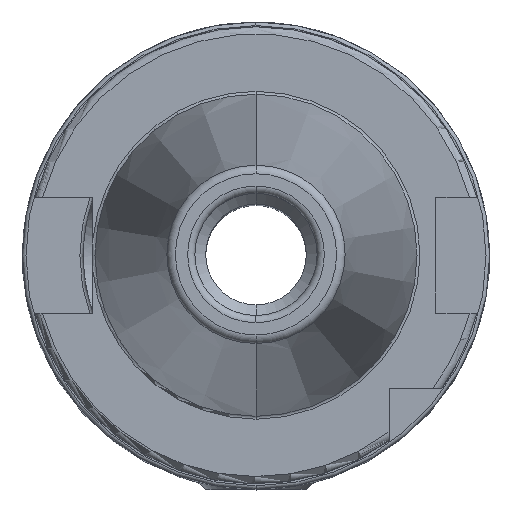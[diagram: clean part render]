
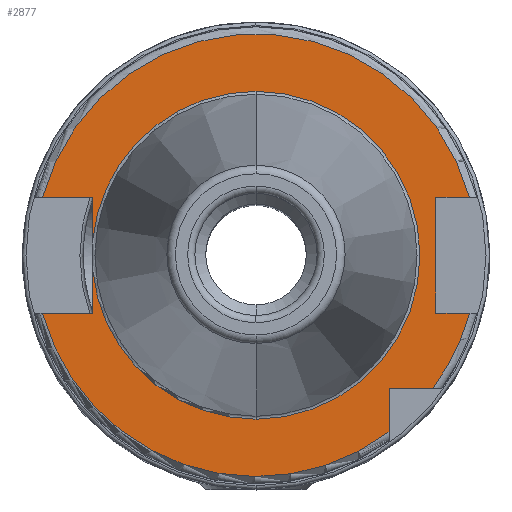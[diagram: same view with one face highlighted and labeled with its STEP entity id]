
A CAD part, top view. The second image highlights one B-rep face of the part: STEP entity #2877.
In plain terms, the highlighted planar face has unit normal (0, 0, 1).
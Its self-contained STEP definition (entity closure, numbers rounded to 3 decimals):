
#353=DIRECTION('',(1,0,0));
#354=VECTOR('',#353,7.004);
#355=CARTESIAN_POINT('',(-29.704,-8.05,15.9));
#356=LINE('',#355,#354);
#357=DIRECTION('',(0,1,0));
#358=VECTOR('',#357,5.917);
#359=CARTESIAN_POINT('',(-22.7,-8.05,15.9));
#360=LINE('',#359,#358);
#361=DIRECTION('',(0,1,0));
#362=VECTOR('',#361,5.917);
#363=CARTESIAN_POINT('',(-22.7,2.133,15.9));
#364=LINE('',#363,#362);
#365=DIRECTION('',(1,0,0));
#366=VECTOR('',#365,7.004);
#367=CARTESIAN_POINT('',(-29.704,8.05,15.9));
#368=LINE('',#367,#366);
#369=DIRECTION('',(-1,0,0));
#370=VECTOR('',#369,4.704);
#371=CARTESIAN_POINT('',(29.704,8.05,15.9));
#372=LINE('',#371,#370);
#373=DIRECTION('',(0,-1,0));
#374=VECTOR('',#373,16.1);
#375=CARTESIAN_POINT('',(25,8.05,15.9));
#376=LINE('',#375,#374);
#377=DIRECTION('',(-1,0,0));
#378=VECTOR('',#377,4.704);
#379=CARTESIAN_POINT('',(29.704,-8.05,15.9));
#380=LINE('',#379,#378);
#381=CARTESIAN_POINT('',(0,0,15.9));
#382=DIRECTION('',(0,0,1));
#383=DIRECTION('',(0.799,-0.601,0));
#384=AXIS2_PLACEMENT_3D('',#381,#382,#383);
#386=DIRECTION('',(-1,0,0));
#387=VECTOR('',#386,6.094);
#388=CARTESIAN_POINT('',(24.594,-18.5,15.9));
#389=LINE('',#388,#387);
#390=DIRECTION('',(0,1,0));
#391=VECTOR('',#390,6.094);
#392=CARTESIAN_POINT('',(18.5,-24.594,15.9));
#393=LINE('',#392,#391);
#404=CARTESIAN_POINT('',(0,0,15.9));
#405=DIRECTION('',(0,0,1));
#406=DIRECTION('',(0,1,0));
#407=AXIS2_PLACEMENT_3D('',#404,#405,#406);
#419=CARTESIAN_POINT('',(0,0,15.9));
#420=DIRECTION('',(0,0,1));
#421=DIRECTION('',(-0.996,-0.094,0));
#422=AXIS2_PLACEMENT_3D('',#419,#420,#421);
#424=CARTESIAN_POINT('',(0,0,15.9));
#425=DIRECTION('',(0,0,-1));
#426=DIRECTION('',(0,1,0));
#427=AXIS2_PLACEMENT_3D('',#424,#425,#426);
#1510=CARTESIAN_POINT('',(0,0,15.9));
#1511=DIRECTION('',(0,0,1));
#1512=DIRECTION('',(0.965,0.262,0));
#1513=AXIS2_PLACEMENT_3D('',#1510,#1511,#1512);
#1561=CARTESIAN_POINT('',(0,0,15.9));
#1562=DIRECTION('',(0,0,1));
#1563=DIRECTION('',(-0.965,-0.262,0));
#1564=AXIS2_PLACEMENT_3D('',#1561,#1562,#1563);
#2001=CARTESIAN_POINT('',(0,22.8,15.9));
#2003=VERTEX_POINT('',#2001);
#2023=CARTESIAN_POINT('',(0,-22.8,15.9));
#2025=VERTEX_POINT('',#2023);
#2149=CARTESIAN_POINT('',(-29.704,-8.05,15.9));
#2150=CARTESIAN_POINT('',(-22.7,-8.05,15.9));
#2151=VERTEX_POINT('',#2149);
#2152=VERTEX_POINT('',#2150);
#2153=CARTESIAN_POINT('',(-22.7,-2.133,15.9));
#2154=VERTEX_POINT('',#2153);
#2155=CARTESIAN_POINT('',(-22.7,2.133,15.9));
#2156=CARTESIAN_POINT('',(-22.7,8.05,15.9));
#2157=VERTEX_POINT('',#2155);
#2158=VERTEX_POINT('',#2156);
#2159=CARTESIAN_POINT('',(-29.704,8.05,15.9));
#2160=VERTEX_POINT('',#2159);
#2161=CARTESIAN_POINT('',(25,8.05,15.9));
#2162=CARTESIAN_POINT('',(25,-8.05,15.9));
#2163=VERTEX_POINT('',#2161);
#2164=VERTEX_POINT('',#2162);
#2165=CARTESIAN_POINT('',(29.704,-8.05,15.9));
#2166=VERTEX_POINT('',#2165);
#2167=CARTESIAN_POINT('',(29.704,8.05,15.9));
#2168=VERTEX_POINT('',#2167);
#2169=CARTESIAN_POINT('',(18.5,-24.594,15.9));
#2170=CARTESIAN_POINT('',(18.5,-18.5,15.9));
#2171=VERTEX_POINT('',#2169);
#2172=VERTEX_POINT('',#2170);
#2173=CARTESIAN_POINT('',(24.594,-18.5,15.9));
#2174=VERTEX_POINT('',#2173);
#2847=CARTESIAN_POINT('',(0,0,15.9));
#2848=DIRECTION('',(0,0,-1));
#2849=DIRECTION('',(0,-1,0));
#2850=AXIS2_PLACEMENT_3D('',#2847,#2848,#2849);
#2851=PLANE('',#2850);
#2852=ORIENTED_EDGE('',*,*,#2824,.T.);
#2853=ORIENTED_EDGE('',*,*,#2578,.T.);
#2855=ORIENTED_EDGE('',*,*,#2854,.T.);
#2857=ORIENTED_EDGE('',*,*,#2856,.F.);
#2859=ORIENTED_EDGE('',*,*,#2858,.T.);
#2860=ORIENTED_EDGE('',*,*,#2574,.T.);
#2861=ORIENTED_EDGE('',*,*,#2624,.F.);
#2863=ORIENTED_EDGE('',*,*,#2862,.F.);
#2865=ORIENTED_EDGE('',*,*,#2864,.T.);
#2867=ORIENTED_EDGE('',*,*,#2866,.T.);
#2868=ORIENTED_EDGE('',*,*,#2480,.F.);
#2870=ORIENTED_EDGE('',*,*,#2869,.F.);
#2871=ORIENTED_EDGE('',*,*,#2677,.T.);
#2872=ORIENTED_EDGE('',*,*,#2728,.F.);
#2874=ORIENTED_EDGE('',*,*,#2873,.F.);
#2875=EDGE_LOOP('',(#2852,#2853,#2855,#2857,#2859,#2860,#2861,#2863,#2865,#2867,
#2868,#2870,#2871,#2872,#2874));
#2876=FACE_OUTER_BOUND('',#2875,.F.);
#2877=ADVANCED_FACE('',(#2876),#2851,.F.);
#385=CIRCLE('',#384,30.775);
#408=CIRCLE('',#407,22.8);
#423=CIRCLE('',#422,22.8);
#428=CIRCLE('',#427,22.8);
#1514=CIRCLE('',#1513,30.775);
#1565=CIRCLE('',#1564,30.775);
#2480=EDGE_CURVE('',#2166,#2164,#380,.T.);
#2574=EDGE_CURVE('',#2157,#2158,#364,.T.);
#2578=EDGE_CURVE('',#2152,#2154,#360,.T.);
#2624=EDGE_CURVE('',#2160,#2158,#368,.T.);
#2677=EDGE_CURVE('',#2174,#2172,#389,.T.);
#2728=EDGE_CURVE('',#2171,#2172,#393,.T.);
#2824=EDGE_CURVE('',#2151,#2152,#356,.T.);
#2854=EDGE_CURVE('',#2154,#2025,#423,.T.);
#2856=EDGE_CURVE('',#2003,#2025,#428,.T.);
#2858=EDGE_CURVE('',#2003,#2157,#408,.T.);
#2862=EDGE_CURVE('',#2168,#2160,#1514,.T.);
#2864=EDGE_CURVE('',#2168,#2163,#372,.T.);
#2866=EDGE_CURVE('',#2163,#2164,#376,.T.);
#2869=EDGE_CURVE('',#2174,#2166,#385,.T.);
#2873=EDGE_CURVE('',#2151,#2171,#1565,.T.);
